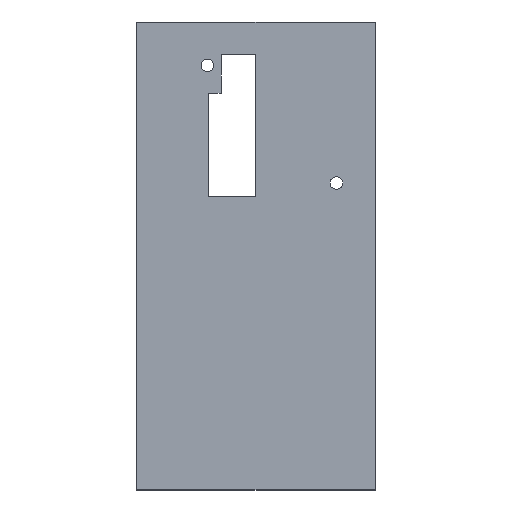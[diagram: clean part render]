
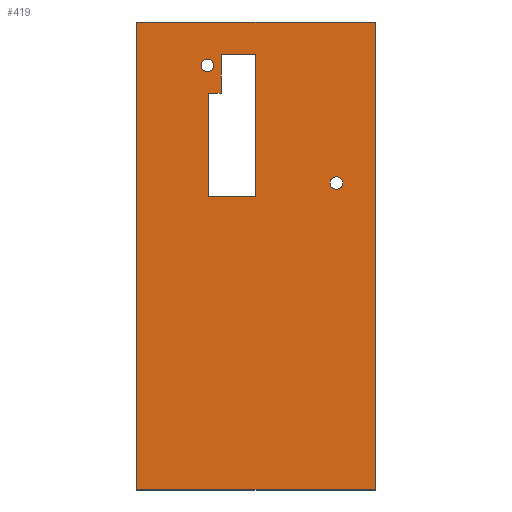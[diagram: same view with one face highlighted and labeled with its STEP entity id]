
A CAD part, top view. The second image highlights one B-rep face of the part: STEP entity #419.
In plain terms, the highlighted planar face has unit normal (0, 0, 1).
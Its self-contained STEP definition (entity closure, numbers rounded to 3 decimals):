
#24 = VERTEX_POINT('',#25);
#25 = CARTESIAN_POINT('',(-46.06,37.17,2.));
#31 = EDGE_CURVE('',#24,#32,#34,.T.);
#32 = VERTEX_POINT('',#33);
#33 = CARTESIAN_POINT('',(8.94,37.17,2.));
#34 = LINE('',#35,#36);
#35 = CARTESIAN_POINT('',(-46.06,37.17,2.));
#36 = VECTOR('',#37,1.);
#37 = DIRECTION('',(1.,0.,0.));
#62 = EDGE_CURVE('',#32,#63,#65,.T.);
#63 = VERTEX_POINT('',#64);
#64 = CARTESIAN_POINT('',(8.94,-70.83,2.));
#65 = LINE('',#66,#67);
#66 = CARTESIAN_POINT('',(8.94,37.17,2.));
#67 = VECTOR('',#68,1.);
#68 = DIRECTION('',(0.,-1.,0.));
#93 = EDGE_CURVE('',#63,#94,#96,.T.);
#94 = VERTEX_POINT('',#95);
#95 = CARTESIAN_POINT('',(-46.06,-70.83,2.));
#96 = LINE('',#97,#98);
#97 = CARTESIAN_POINT('',(8.94,-70.83,2.));
#98 = VECTOR('',#99,1.);
#99 = DIRECTION('',(-1.,0.,0.));
#124 = EDGE_CURVE('',#94,#24,#125,.T.);
#125 = LINE('',#126,#127);
#126 = CARTESIAN_POINT('',(-46.06,-70.83,2.));
#127 = VECTOR('',#128,1.);
#128 = DIRECTION('',(0.,1.,0.));
#148 = VERTEX_POINT('',#149);
#149 = CARTESIAN_POINT('',(-26.58,29.68,2.));
#155 = EDGE_CURVE('',#148,#156,#158,.T.);
#156 = VERTEX_POINT('',#157);
#157 = CARTESIAN_POINT('',(-26.58,20.68,2.));
#158 = LINE('',#159,#160);
#159 = CARTESIAN_POINT('',(-26.58,29.68,2.));
#160 = VECTOR('',#161,1.);
#161 = DIRECTION('',(0.,-1.,0.));
#188 = VERTEX_POINT('',#189);
#189 = CARTESIAN_POINT('',(-29.58,20.68,2.));
#195 = EDGE_CURVE('',#188,#156,#196,.T.);
#196 = LINE('',#197,#198);
#197 = CARTESIAN_POINT('',(-29.58,20.68,2.));
#198 = VECTOR('',#199,1.);
#199 = DIRECTION('',(1.,0.,0.));
#217 = EDGE_CURVE('',#188,#218,#220,.T.);
#218 = VERTEX_POINT('',#219);
#219 = CARTESIAN_POINT('',(-29.58,-3.08,2.));
#220 = LINE('',#221,#222);
#221 = CARTESIAN_POINT('',(-29.58,20.68,2.));
#222 = VECTOR('',#223,1.);
#223 = DIRECTION('',(0.,-1.,0.));
#248 = EDGE_CURVE('',#218,#249,#251,.T.);
#249 = VERTEX_POINT('',#250);
#250 = CARTESIAN_POINT('',(-18.58,-3.08,2.));
#251 = LINE('',#252,#253);
#252 = CARTESIAN_POINT('',(-29.58,-3.08,2.));
#253 = VECTOR('',#254,1.);
#254 = DIRECTION('',(1.,0.,0.));
#281 = VERTEX_POINT('',#282);
#282 = CARTESIAN_POINT('',(-18.58,29.68,2.));
#288 = EDGE_CURVE('',#281,#249,#289,.T.);
#289 = LINE('',#290,#291);
#290 = CARTESIAN_POINT('',(-18.58,29.68,2.));
#291 = VECTOR('',#292,1.);
#292 = DIRECTION('',(0.,-1.,0.));
#310 = EDGE_CURVE('',#148,#281,#311,.T.);
#311 = LINE('',#312,#313);
#312 = CARTESIAN_POINT('',(-26.58,29.68,2.));
#313 = VECTOR('',#314,1.);
#314 = DIRECTION('',(1.,0.,0.));
#334 = VERTEX_POINT('',#335);
#335 = CARTESIAN_POINT('',(1.45,0.,2.));
#341 = EDGE_CURVE('',#334,#334,#342,.T.);
#342 = CIRCLE('',#343,1.45);
#343 = AXIS2_PLACEMENT_3D('',#344,#345,#346);
#344 = CARTESIAN_POINT('',(0.,0.,2.));
#345 = DIRECTION('',(0.,0.,1.));
#346 = DIRECTION('',(1.,0.,0.));
#367 = VERTEX_POINT('',#368);
#368 = CARTESIAN_POINT('',(-28.33,27.17,2.));
#374 = EDGE_CURVE('',#367,#367,#375,.T.);
#375 = CIRCLE('',#376,1.45);
#376 = AXIS2_PLACEMENT_3D('',#377,#378,#379);
#377 = CARTESIAN_POINT('',(-29.78,27.17,2.));
#378 = DIRECTION('',(0.,0.,1.));
#379 = DIRECTION('',(1.,0.,0.));
#419 = ADVANCED_FACE('',(#420,#426,#434,#437),#440,.F.);
#420 = FACE_BOUND('',#421,.F.);
#421 = EDGE_LOOP('',(#422,#423,#424,#425));
#422 = ORIENTED_EDGE('',*,*,#31,.T.);
#423 = ORIENTED_EDGE('',*,*,#62,.T.);
#424 = ORIENTED_EDGE('',*,*,#93,.T.);
#425 = ORIENTED_EDGE('',*,*,#124,.T.);
#426 = FACE_BOUND('',#427,.F.);
#427 = EDGE_LOOP('',(#428,#429,#430,#431,#432,#433));
#428 = ORIENTED_EDGE('',*,*,#155,.T.);
#429 = ORIENTED_EDGE('',*,*,#195,.F.);
#430 = ORIENTED_EDGE('',*,*,#217,.T.);
#431 = ORIENTED_EDGE('',*,*,#248,.T.);
#432 = ORIENTED_EDGE('',*,*,#288,.F.);
#433 = ORIENTED_EDGE('',*,*,#310,.F.);
#434 = FACE_BOUND('',#435,.F.);
#435 = EDGE_LOOP('',(#436));
#436 = ORIENTED_EDGE('',*,*,#341,.T.);
#437 = FACE_BOUND('',#438,.F.);
#438 = EDGE_LOOP('',(#439));
#439 = ORIENTED_EDGE('',*,*,#374,.T.);
#440 = PLANE('',#441);
#441 = AXIS2_PLACEMENT_3D('',#442,#443,#444);
#442 = CARTESIAN_POINT('',(-18.56,-16.83,2.));
#443 = DIRECTION('',(-0.,-0.,-1.));
#444 = DIRECTION('',(-1.,0.,0.));
